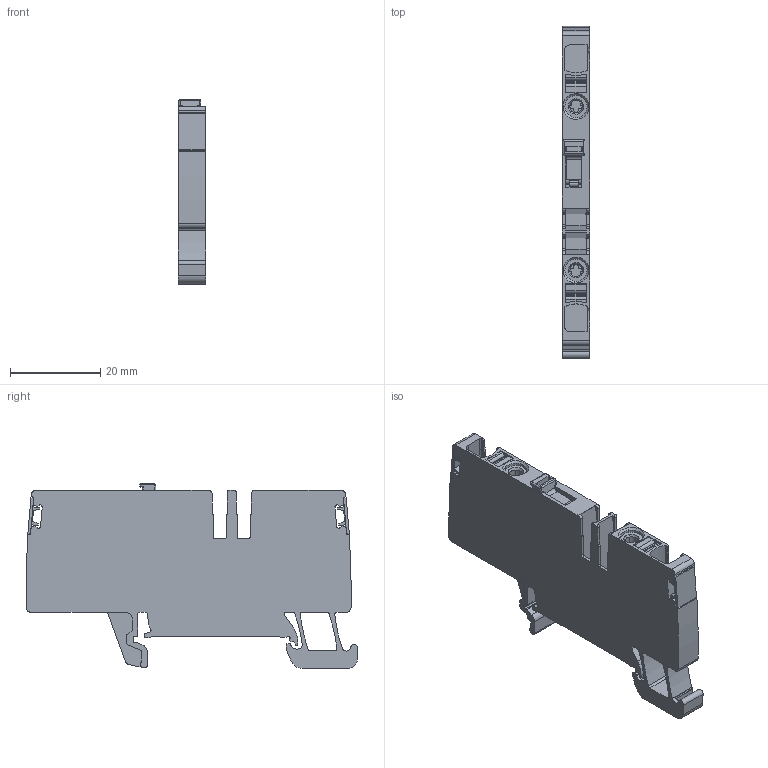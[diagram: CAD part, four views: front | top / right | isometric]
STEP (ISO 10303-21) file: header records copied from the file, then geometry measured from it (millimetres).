
FILE_DESCRIPTION(('CATIA V5 STEP Exchange','CAx-IF Rec.Pracs.--- Model Styling and Organization---1.4--- 2014-01-23'),'2;1');
FILE_NAME ('1135606-2_1', '2019-07-09T08:03:17+00:00', ('none'), ('Weidmueller'), 'CATIA Version 5-6 Release 2016 SP3 HF44', 'CATIA V5 STEP AP214', 'none');
FILE_SCHEMA(('AUTOMOTIVE_DESIGN { 1 0 10303 214 1 1 1 1 }'));
Length unit declared in the file: millimetre
Products named in the file (1): 2675240000_ADT_4_2C_DL
Bounding box: 6.1 x 73.39 x 40.9 mm (x, y, z)
Volume: 11787.7 mm3; surface area: 8066 mm2
Topology: 6 solids, 6 shells, 663 faces, 1868 edges, 1233 vertices
Faces by surface type: plane 308, cylinder 299, extrusion 26, torus 20, cone 8, bspline 2
Entity records: 21032 total; most frequent: CARTESIAN_POINT 4423, ORIENTED_EDGE 3732, DIRECTION 2880, EDGE_CURVE 1866, VERTEX_POINT 1233, VECTOR 1231, LINE 1205, AXIS2_PLACEMENT_3D 1112
